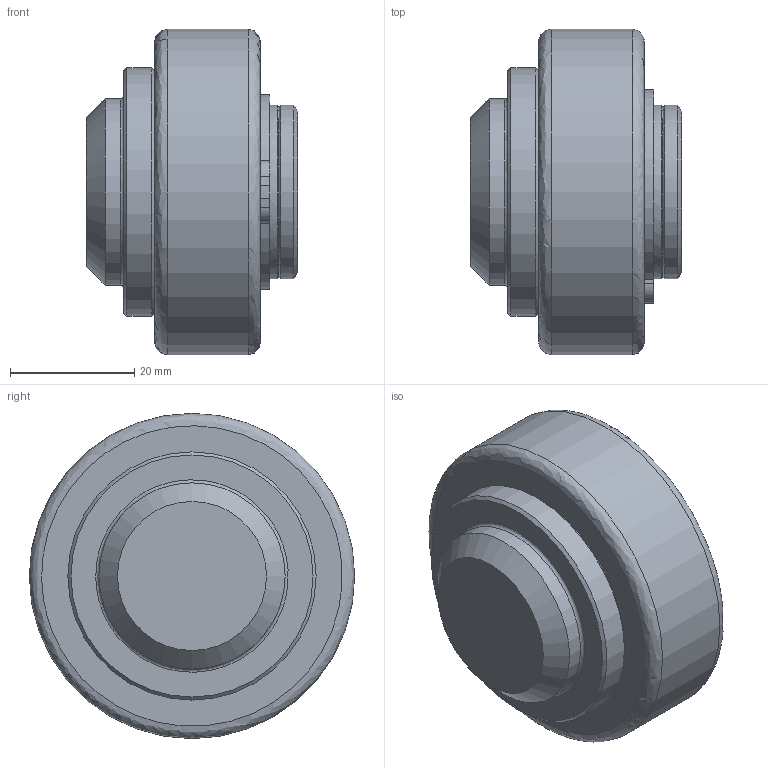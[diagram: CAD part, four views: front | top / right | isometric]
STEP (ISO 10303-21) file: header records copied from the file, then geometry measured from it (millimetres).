
FILE_DESCRIPTION (( 'STEP AP214' ), '1' );
FILE_NAME ('TR-050.0360-Rollco.step', '2023-04-28T07:40:01', ( '' ), ( '' ), 'SwSTEP 2.0', 'SolidWorks 2010', '' );
FILE_SCHEMA (( 'AUTOMOTIVE_DESIGN' ));
Length unit declared in the file: millimetre
Products named in the file (1): TR-050.0360-Rollco
Bounding box: 34 x 52.41 x 52.41 mm (x, y, z)
Volume: 50316.2 mm3; surface area: 8396.3 mm2
Topology: 1 solids, 1 shells, 31 faces, 74 edges, 47 vertices
Faces by surface type: plane 13, cylinder 8, cone 6, bspline 3, torus 1
Full cylindrical faces by diameter (mm): 28 x2, 30 x1, 40 x1
Entity records: 1387 total; most frequent: CARTESIAN_POINT 647, DIRECTION 130, ORIENTED_EDGE 102, AXIS2_PLACEMENT_3D 53, EDGE_CURVE 51, EDGE_LOOP 48, VERTEX_POINT 39, FACE_OUTER_BOUND 39
